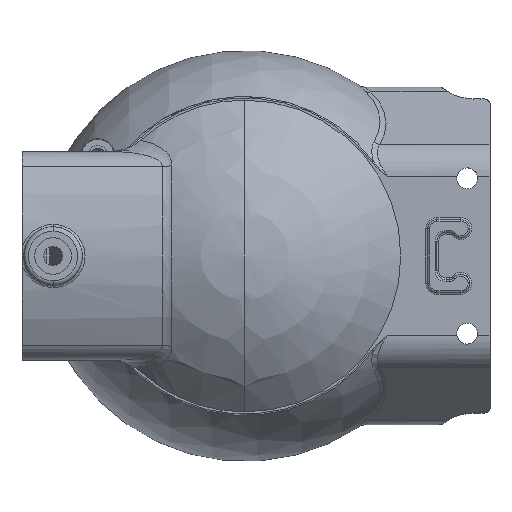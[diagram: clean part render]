
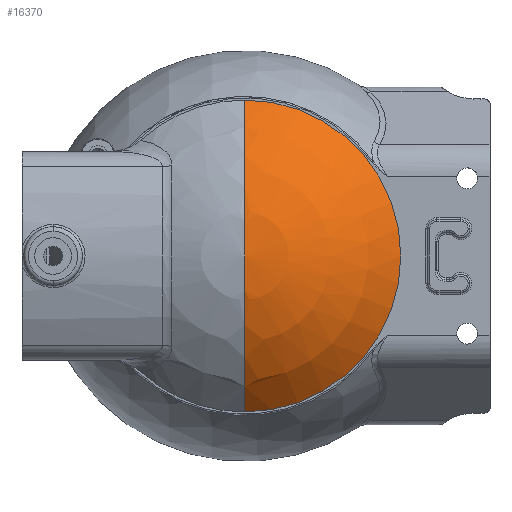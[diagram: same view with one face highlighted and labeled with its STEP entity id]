
A CAD part, left-side view. The second image highlights one B-rep face of the part: STEP entity #16370.
In plain terms, the highlighted spherical face has radius 22.5 mm.
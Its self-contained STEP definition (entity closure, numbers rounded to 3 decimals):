
#12612=CARTESIAN_POINT('',(0.,59.2,11.25));
#12613=DIRECTION('',(0.,-1.,0.));
#12614=DIRECTION('',(0.651,0.,-0.759));
#12615=AXIS2_PLACEMENT_3D('',#12612,#12613,#12614);
#12617=CARTESIAN_POINT('',(0.,59.2,11.25));
#12618=DIRECTION('',(0.,1.,0.));
#12619=DIRECTION('',(0.651,0.,0.759));
#12620=AXIS2_PLACEMENT_3D('',#12617,#12618,#12619);
#12768=CARTESIAN_POINT('',(14.65,59.2,11.25));
#12769=DIRECTION('',(1.,0.,0.));
#12770=DIRECTION('',(0.,0.,-1.));
#12771=AXIS2_PLACEMENT_3D('',#12768,#12769,#12770);
#15668=CARTESIAN_POINT('',(14.65,59.2,-5.827));
#15669=CARTESIAN_POINT('',(22.5,59.2,11.25));
#15670=VERTEX_POINT('',#15668);
#15671=VERTEX_POINT('',#15669);
#15672=CARTESIAN_POINT('',(14.65,59.2,28.327));
#15673=VERTEX_POINT('',#15672);
#16357=CARTESIAN_POINT('',(0.,59.2,11.25));
#16358=DIRECTION('',(1.,0.,0.));
#16359=DIRECTION('',(0.,0.,1.));
#16360=AXIS2_PLACEMENT_3D('',#16357,#16358,#16359);
#16361=SPHERICAL_SURFACE('',#16360,22.5);
#16363=ORIENTED_EDGE('',*,*,#16362,.T.);
#16365=ORIENTED_EDGE('',*,*,#16364,.F.);
#16367=ORIENTED_EDGE('',*,*,#16366,.F.);
#16368=EDGE_LOOP('',(#16363,#16365,#16367));
#16369=FACE_OUTER_BOUND('',#16368,.F.);
#16370=ADVANCED_FACE('',(#16369),#16361,.T.);
#12616=CIRCLE('',#12615,22.5);
#12621=CIRCLE('',#12620,22.5);
#12772=CIRCLE('',#12771,17.077);
#16362=EDGE_CURVE('',#15670,#15671,#12616,.T.);
#16364=EDGE_CURVE('',#15673,#15671,#12621,.T.);
#16366=EDGE_CURVE('',#15670,#15673,#12772,.T.);
